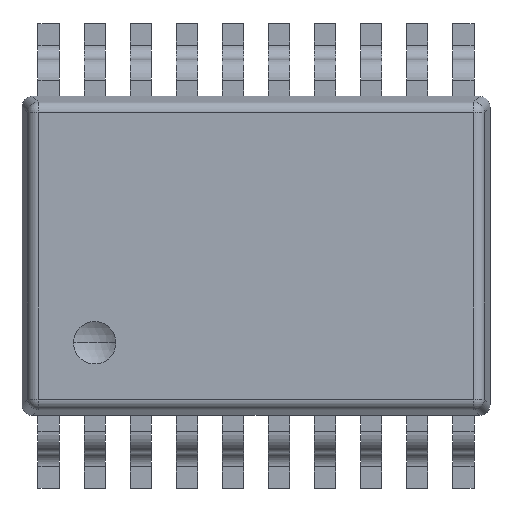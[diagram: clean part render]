
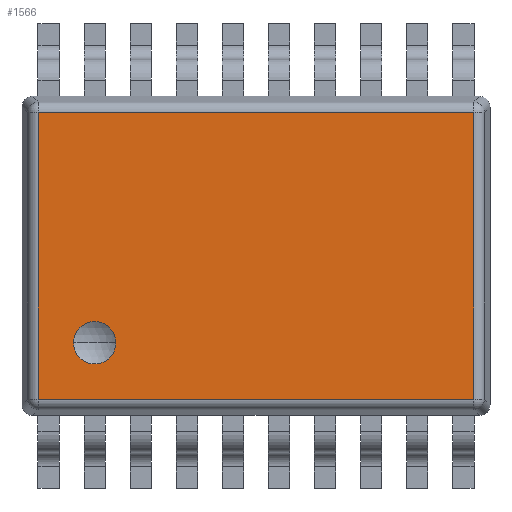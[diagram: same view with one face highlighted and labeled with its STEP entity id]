
A CAD part, top view. The second image highlights one B-rep face of the part: STEP entity #1566.
In plain terms, the highlighted planar face has unit normal (0, 0, 1).
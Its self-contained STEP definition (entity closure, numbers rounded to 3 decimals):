
#1501 = EDGE_CURVE ( 'NONE', #1694, #1664, #6198, .T. ) ;
#1566 = ADVANCED_FACE ( 'NONE', ( #6382, #6381 ), #6281, .T. ) ;
#1567 = EDGE_LOOP ( 'NONE', ( #1568, #1570 ) ) ;
#1568 = ORIENTED_EDGE ( 'NONE', *, *, #1569, .F. ) ;
#1569 = EDGE_CURVE ( 'NONE', #1664, #1694, #6280, .T. ) ;
#1570 = ORIENTED_EDGE ( 'NONE', *, *, #1501, .F. ) ;
#1571 = EDGE_LOOP ( 'NONE', ( #1573, #1576, #1579, #1582 ) ) ;
#1572 = VERTEX_POINT ( 'NONE', #6271 ) ;
#1573 = ORIENTED_EDGE ( 'NONE', *, *, #1574, .T. ) ;
#1574 = EDGE_CURVE ( 'NONE', #1572, #1575, #6270, .T. ) ;
#1575 = VERTEX_POINT ( 'NONE', #6266 ) ;
#1576 = ORIENTED_EDGE ( 'NONE', *, *, #1577, .T. ) ;
#1577 = EDGE_CURVE ( 'NONE', #1575, #1578, #6429, .T. ) ;
#1578 = VERTEX_POINT ( 'NONE', #6425 ) ;
#1579 = ORIENTED_EDGE ( 'NONE', *, *, #1580, .T. ) ;
#1580 = EDGE_CURVE ( 'NONE', #1578, #1581, #6424, .T. ) ;
#1581 = VERTEX_POINT ( 'NONE', #6420 ) ;
#1582 = ORIENTED_EDGE ( 'NONE', *, *, #1583, .T. ) ;
#1583 = EDGE_CURVE ( 'NONE', #1581, #1572, #6418, .T. ) ;
#1664 = VERTEX_POINT ( 'NONE', #6627 ) ;
#1694 = VERTEX_POINT ( 'NONE', #6589 ) ;
#6194 = DIRECTION ( 'NONE',  ( 1., 0., 0. ) ) ;
#6195 = DIRECTION ( 'NONE',  ( 0., 0., 1. ) ) ;
#6196 = CARTESIAN_POINT ( 'NONE',  ( -2.275, -1.225, 1.2 ) ) ;
#6197 = AXIS2_PLACEMENT_3D ( 'NONE', #6196, #6195, #6194 ) ;
#6198 = CIRCLE ( 'NONE', #6197, 0.3 ) ;
#6266 = CARTESIAN_POINT ( 'NONE',  ( -3.072, 2.022, 1.2 ) ) ;
#6267 = DIRECTION ( 'NONE',  ( -1., 0., 0. ) ) ;
#6268 = VECTOR ( 'NONE', #6267, 1000. ) ;
#6269 = CARTESIAN_POINT ( 'NONE',  ( -3.3, 2.022, 1.2 ) ) ;
#6270 = LINE ( 'NONE', #6269, #6268 ) ;
#6271 = CARTESIAN_POINT ( 'NONE',  ( 3.072, 2.022, 1.2 ) ) ;
#6272 = DIRECTION ( 'NONE',  ( 1., 0., 0. ) ) ;
#6273 = DIRECTION ( 'NONE',  ( 0., 0., 1. ) ) ;
#6274 = CARTESIAN_POINT ( 'NONE',  ( -2.275, -1.225, 1.2 ) ) ;
#6275 = AXIS2_PLACEMENT_3D ( 'NONE', #6274, #6273, #6272 ) ;
#6276 = DIRECTION ( 'NONE',  ( 1., 0., 0. ) ) ;
#6277 = DIRECTION ( 'NONE',  ( 0., 0., 1. ) ) ;
#6278 = CARTESIAN_POINT ( 'NONE',  ( -3.3, -2.25, 1.2 ) ) ;
#6279 = AXIS2_PLACEMENT_3D ( 'NONE', #6278, #6277, #6276 ) ;
#6280 = CIRCLE ( 'NONE', #6275, 0.3 ) ;
#6281 = PLANE ( 'NONE',  #6279 ) ;
#6381 = FACE_OUTER_BOUND ( 'NONE', #1571, .T. ) ;
#6382 = FACE_BOUND ( 'NONE', #1567, .T. ) ;
#6415 = DIRECTION ( 'NONE',  ( 0., 1., 0. ) ) ;
#6416 = VECTOR ( 'NONE', #6415, 1000. ) ;
#6417 = CARTESIAN_POINT ( 'NONE',  ( 3.072, -2.25, 1.2 ) ) ;
#6418 = LINE ( 'NONE', #6417, #6416 ) ;
#6420 = CARTESIAN_POINT ( 'NONE',  ( 3.072, -2.022, 1.2 ) ) ;
#6421 = DIRECTION ( 'NONE',  ( 1., 0., 0. ) ) ;
#6422 = VECTOR ( 'NONE', #6421, 1000. ) ;
#6423 = CARTESIAN_POINT ( 'NONE',  ( -3.3, -2.022, 1.2 ) ) ;
#6424 = LINE ( 'NONE', #6423, #6422 ) ;
#6425 = CARTESIAN_POINT ( 'NONE',  ( -3.072, -2.022, 1.2 ) ) ;
#6426 = DIRECTION ( 'NONE',  ( 0., -1., 0. ) ) ;
#6427 = VECTOR ( 'NONE', #6426, 1000. ) ;
#6428 = CARTESIAN_POINT ( 'NONE',  ( -3.072, -2.25, 1.2 ) ) ;
#6429 = LINE ( 'NONE', #6428, #6427 ) ;
#6589 = CARTESIAN_POINT ( 'NONE',  ( -2.575, -1.225, 1.2 ) ) ;
#6627 = CARTESIAN_POINT ( 'NONE',  ( -1.975, -1.225, 1.2 ) ) ;
